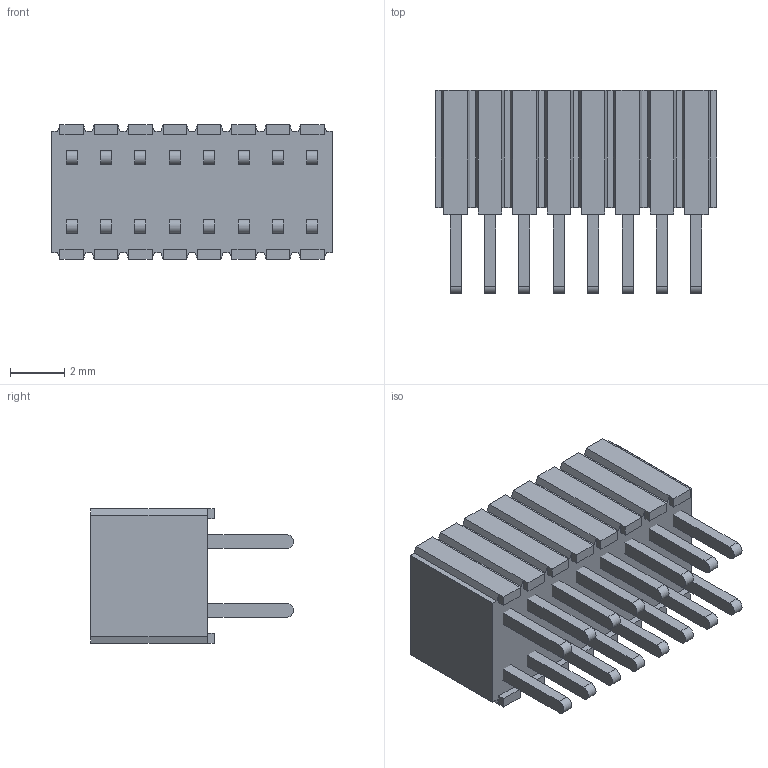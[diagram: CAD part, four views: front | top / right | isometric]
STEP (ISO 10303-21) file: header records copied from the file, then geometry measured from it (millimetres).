
FILE_DESCRIPTION(/* description */ ('STEP AP214'),/* implementation_level */ '2;1');
FILE_NAME(/* name */ 'SLM-108-01-L-D',/* time_stamp */ '2023-07-28T01:23:57+02:00',/* author */ ('License CC BY-ND 4.0'),/* organization */ ('CADENAS'),/* preprocessor_version */ 'ST-DEVELOPER v19.3',/* originating_system */ 'PARTsolutions',/* authorisation */ ' ');
FILE_SCHEMA (('AUTOMOTIVE_DESIGN {1 0 10303 214 3 1 1}'));
Length unit declared in the file: inch
Products named in the file (3): SLM-108-01-L-D; C-29-01-08-D; SLM-108-01-D_socket
Assembly tree (2 placements, depth 2):
  SLM-108-01-L-D
    C-29-01-08-D
    SLM-108-01-D_socket
Bounding box: 10.39 x 7.49 x 4.98 mm (x, y, z)
Volume: 201.1 mm3; surface area: 814.8 mm2
Topology: 2 solids, 2 shells, 472 faces, 1252 edges, 824 vertices
Faces by surface type: plane 456, cylinder 16
Entity records: 14390 total; most frequent: CARTESIAN_POINT 2551, ORIENTED_EDGE 2504, DIRECTION 2234, EDGE_CURVE 1252, LINE 1220, VECTOR 1220, VERTEX_POINT 824, EDGE_LOOP 512
